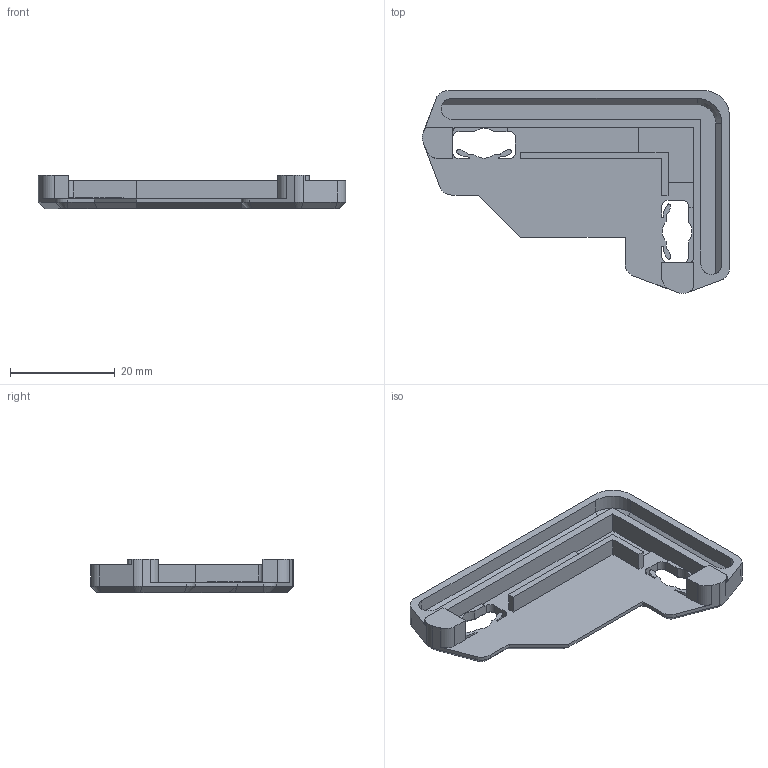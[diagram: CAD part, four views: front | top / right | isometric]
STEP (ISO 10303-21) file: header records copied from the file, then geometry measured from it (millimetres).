
FILE_DESCRIPTION(/* description */ ('STEP AP214'),/* implementation_level */ '2;1');
FILE_NAME(/* name */ '',/* time_stamp */ '2025-06-12T12:52:41+03:00',/* author */ (''),/* organization */ (''),/* preprocessor_version */ 'ST-DEVELOPER v20.1',/* originating_system */ 'Autodesk Translation Framework v14.10.0.0',/* authorisation */ '');
FILE_SCHEMA (('AUTOMOTIVE_DESIGN { 1 0 10303 214 3 1 1 }'));
Length unit declared in the file: millimetre
Products named in the file (1): 开启三维封箱快拆2020三角
Bounding box: 58.82 x 38.82 x 6.4 mm (x, y, z)
Volume: 4054.7 mm3; surface area: 5197.3 mm2
Topology: 1 solids, 1 shells, 164 faces, 428 edges, 272 vertices
Faces by surface type: plane 100, cylinder 36, cone 24, bspline 4
Full cylindrical faces by diameter (mm): 2.5 x4
Entity records: 5094 total; most frequent: CARTESIAN_POINT 997, ORIENTED_EDGE 856, DIRECTION 828, EDGE_CURVE 428, LINE 310, VECTOR 310, VERTEX_POINT 272, AXIS2_PLACEMENT_3D 259
